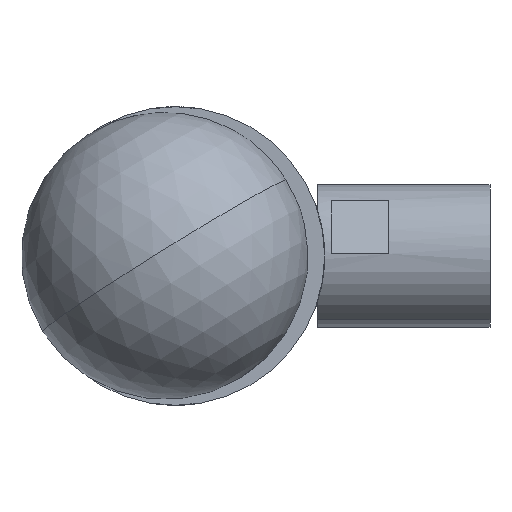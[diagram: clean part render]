
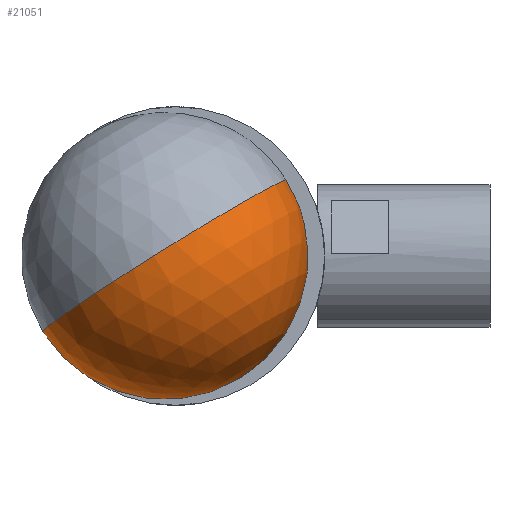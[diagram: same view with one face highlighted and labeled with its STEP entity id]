
A CAD part, front view. The second image highlights one B-rep face of the part: STEP entity #21051.
In plain terms, the highlighted spherical face has radius 15.875 mm.
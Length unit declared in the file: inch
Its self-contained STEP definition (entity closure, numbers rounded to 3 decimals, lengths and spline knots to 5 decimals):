
#625 = CARTESIAN_POINT ( 'NONE',  ( -0.04665, -3.66688, 0. ) ) ;
#2553 = VERTEX_POINT ( 'NONE', #6089 ) ;
#2613 = DIRECTION ( 'NONE',  ( 0.527, -0.04, -0.849 ) ) ;
#2874 = VERTEX_POINT ( 'NONE', #20163 ) ;
#3567 = CARTESIAN_POINT ( 'NONE',  ( -0.00279, -3.09574, 0. ) ) ;
#4036 = CIRCLE ( 'NONE', #27243, 0.25 ) ;
#6089 = CARTESIAN_POINT ( 'NONE',  ( -0.21436, -3.07949, -0.13219 ) ) ;
#6372 = DIRECTION ( 'NONE',  ( 0.527, -0.04, -0.849 ) ) ;
#7673 = VERTEX_POINT ( 'NONE', #21001 ) ;
#8394 = ORIENTED_EDGE ( 'NONE', *, *, #27730, .F. ) ;
#8680 = EDGE_LOOP ( 'NONE', ( #8394, #17321, #31640, #31467 ) ) ;
#8987 = CIRCLE ( 'NONE', #33815, 0.625 ) ;
#9791 = DIRECTION ( 'NONE',  ( -0.527, 0.04, 0.849 ) ) ;
#9979 = EDGE_CURVE ( 'NONE', #2553, #13044, #32446, .T. ) ;
#11597 = DIRECTION ( 'NONE',  ( -0.849, 0., -0.528 ) ) ;
#13044 = VERTEX_POINT ( 'NONE', #17103 ) ;
#13138 = AXIS2_PLACEMENT_3D ( 'NONE', #29856, #2613, #22025 ) ;
#14068 = AXIS2_PLACEMENT_3D ( 'NONE', #34003, #9791, #20570 ) ;
#16554 = SPHERICAL_SURFACE ( 'NONE', #13138, 0.625 ) ;
#17103 = CARTESIAN_POINT ( 'NONE',  ( 0.12902, -3.10586, -0.21219 ) ) ;
#17189 = AXIS2_PLACEMENT_3D ( 'NONE', #33229, #24754, #6372 ) ;
#17321 = ORIENTED_EDGE ( 'NONE', *, *, #18812, .T. ) ;
#18812 = EDGE_CURVE ( 'NONE', #2874, #2553, #8987, .T. ) ;
#19293 = DIRECTION ( 'NONE',  ( -0.077, -0.997, 0. ) ) ;
#20163 = CARTESIAN_POINT ( 'NONE',  ( -0.09451, -4.29004, 0. ) ) ;
#20570 = DIRECTION ( 'NONE',  ( 0.849, 0., 0.528 ) ) ;
#21001 = CARTESIAN_POINT ( 'NONE',  ( 0.20878, -3.11198, 0.13219 ) ) ;
#21051 = ADVANCED_FACE ( 'NONE', ( #30168 ), #16554, .T. ) ;
#22025 = DIRECTION ( 'NONE',  ( 0.846, -0.065, 0.529 ) ) ;
#24754 = DIRECTION ( 'NONE',  ( -0.077, -0.997, 0. ) ) ;
#25121 = DIRECTION ( 'NONE',  ( 0.527, -0.04, -0.849 ) ) ;
#27243 = AXIS2_PLACEMENT_3D ( 'NONE', #3567, #19293, #25121 ) ;
#27730 = EDGE_CURVE ( 'NONE', #2874, #7673, #32135, .T. ) ;
#29856 = CARTESIAN_POINT ( 'NONE',  ( -0.04665, -3.66688, 0. ) ) ;
#30168 = FACE_OUTER_BOUND ( 'NONE', #8680, .T. ) ;
#30497 = DIRECTION ( 'NONE',  ( 0.527, -0.04, -0.849 ) ) ;
#31467 = ORIENTED_EDGE ( 'NONE', *, *, #33321, .T. ) ;
#31640 = ORIENTED_EDGE ( 'NONE', *, *, #9979, .T. ) ;
#32135 = CIRCLE ( 'NONE', #14068, 0.625 ) ;
#32446 = CIRCLE ( 'NONE', #17189, 0.25 ) ;
#33229 = CARTESIAN_POINT ( 'NONE',  ( -0.00279, -3.09574, 0. ) ) ;
#33321 = EDGE_CURVE ( 'NONE', #13044, #7673, #4036, .T. ) ;
#33815 = AXIS2_PLACEMENT_3D ( 'NONE', #625, #30497, #11597 ) ;
#34003 = CARTESIAN_POINT ( 'NONE',  ( -0.04665, -3.66688, 0. ) ) ;
